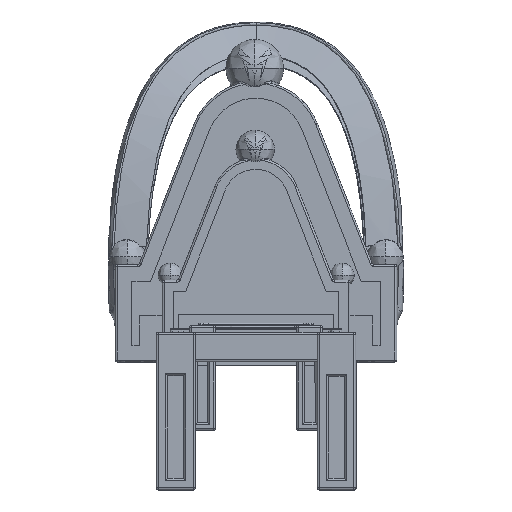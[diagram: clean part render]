
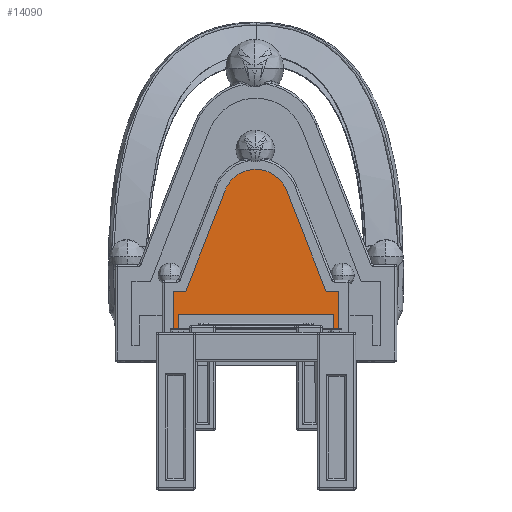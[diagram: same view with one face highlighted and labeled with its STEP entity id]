
A CAD part, top view. The second image highlights one B-rep face of the part: STEP entity #14090.
In plain terms, the highlighted free-form (B-spline) face has degree [1, 1] with [2, 2] control points.
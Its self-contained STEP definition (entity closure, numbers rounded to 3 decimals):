
#13861 = VERTEX_POINT('',#13862);
#13862 = CARTESIAN_POINT('',(936.156,370.91,
    215.149));
#13867 = EDGE_CURVE('',#13868,#13861,#13870,.T.);
#13868 = VERTEX_POINT('',#13869);
#13869 = CARTESIAN_POINT('',(-938.998,370.91,
    215.149));
#13870 = B_SPLINE_CURVE_WITH_KNOTS('',1,(#13871,#13872),.UNSPECIFIED.,
  .F.,.F.,(2,2),(0.,1820.),.PIECEWISE_BEZIER_KNOTS.);
#13871 = CARTESIAN_POINT('',(-938.998,370.91,
    215.149));
#13872 = CARTESIAN_POINT('',(936.156,370.91,
    215.149));
#13888 = VERTEX_POINT('',#13889);
#13889 = CARTESIAN_POINT('',(-938.998,198.738,
    215.149));
#13896 = EDGE_CURVE('',#13888,#13868,#13897,.T.);
#13897 = B_SPLINE_CURVE_WITH_KNOTS('',1,(#13898,#13899),.UNSPECIFIED.,
  .F.,.F.,(2,2),(62.893,230.),.PIECEWISE_BEZIER_KNOTS.);
#13898 = CARTESIAN_POINT('',(-938.998,198.738,
    215.149));
#13899 = CARTESIAN_POINT('',(-938.998,370.91,
    215.149));
#13910 = VERTEX_POINT('',#13911);
#13911 = CARTESIAN_POINT('',(-1000.817,198.738,
    215.149));
#13916 = EDGE_CURVE('',#13917,#13910,#13919,.T.);
#13917 = VERTEX_POINT('',#13918);
#13918 = CARTESIAN_POINT('',(-1000.817,651.07,
    215.149));
#13919 = B_SPLINE_CURVE_WITH_KNOTS('',1,(#13920,#13921),.UNSPECIFIED.,
  .F.,.F.,(2,2),(0.,439.027),.PIECEWISE_BEZIER_KNOTS.);
#13920 = CARTESIAN_POINT('',(-1000.817,651.07,
    215.149));
#13921 = CARTESIAN_POINT('',(-1000.817,198.738,
    215.149));
#13939 = EDGE_CURVE('',#13940,#13917,#13942,.T.);
#13940 = VERTEX_POINT('',#13941);
#13941 = CARTESIAN_POINT('',(-850.444,651.07,
    215.149));
#13942 = B_SPLINE_CURVE_WITH_KNOTS('',1,(#13943,#13944),.UNSPECIFIED.,
  .F.,.F.,(2,2),(0.,145.95),.PIECEWISE_BEZIER_KNOTS.);
#13943 = CARTESIAN_POINT('',(-850.444,651.07,
    215.149));
#13944 = CARTESIAN_POINT('',(-1000.817,651.07,
    215.149));
#13961 = EDGE_CURVE('',#13962,#13940,#13964,.T.);
#13962 = VERTEX_POINT('',#13963);
#13963 = CARTESIAN_POINT('',(-374.116,1869.506,
    215.149));
#13964 = B_SPLINE_CURVE_WITH_KNOTS('',1,(#13965,#13966),.UNSPECIFIED.,
  .F.,.F.,(2,2),(0.,1269.754),.PIECEWISE_BEZIER_KNOTS.);
#13965 = CARTESIAN_POINT('',(-374.116,1869.506,
    215.149));
#13966 = CARTESIAN_POINT('',(-850.444,651.07,
    215.149));
#13983 = EDGE_CURVE('',#13984,#13962,#13986,.T.);
#13984 = VERTEX_POINT('',#13985);
#13985 = CARTESIAN_POINT('',(368.379,1869.506,
    215.149));
#13986 = ( BOUNDED_CURVE() B_SPLINE_CURVE(2,(#13987,#13988,#13989),
.UNSPECIFIED.,.F.,.F.) B_SPLINE_CURVE_WITH_KNOTS((3,3),(0.373,
2.769),.PIECEWISE_BEZIER_KNOTS.) CURVE() 
GEOMETRIC_REPRESENTATION_ITEM() RATIONAL_B_SPLINE_CURVE((1.,
0.364,1.)) REPRESENTATION_ITEM('') );
#13987 = CARTESIAN_POINT('',(368.379,1869.506,
    215.149));
#13988 = CARTESIAN_POINT('',(-2.868,2819.15,
    215.149));
#13989 = CARTESIAN_POINT('',(-374.116,1869.506,
    215.149));
#14008 = EDGE_CURVE('',#14009,#13984,#14011,.T.);
#14009 = VERTEX_POINT('',#14010);
#14010 = CARTESIAN_POINT('',(844.707,651.07,
    215.149));
#14011 = B_SPLINE_CURVE_WITH_KNOTS('',1,(#14012,#14013),.UNSPECIFIED.,
  .F.,.F.,(2,2),(0.,1269.754),.PIECEWISE_BEZIER_KNOTS.);
#14012 = CARTESIAN_POINT('',(844.707,651.07,
    215.149));
#14013 = CARTESIAN_POINT('',(368.379,1869.506,
    215.149));
#14030 = EDGE_CURVE('',#14031,#14009,#14033,.T.);
#14031 = VERTEX_POINT('',#14032);
#14032 = CARTESIAN_POINT('',(997.974,651.07,
    215.149));
#14033 = B_SPLINE_CURVE_WITH_KNOTS('',1,(#14034,#14035),.UNSPECIFIED.,
  .F.,.F.,(2,2),(0.,148.759),.PIECEWISE_BEZIER_KNOTS.);
#14034 = CARTESIAN_POINT('',(997.974,651.07,
    215.149));
#14035 = CARTESIAN_POINT('',(844.707,651.07,
    215.149));
#14051 = VERTEX_POINT('',#14052);
#14052 = CARTESIAN_POINT('',(997.974,198.738,
    215.149));
#14059 = EDGE_CURVE('',#14051,#14031,#14060,.T.);
#14060 = B_SPLINE_CURVE_WITH_KNOTS('',1,(#14061,#14062),.UNSPECIFIED.,
  .F.,.F.,(2,2),(62.893,501.919),
  .PIECEWISE_BEZIER_KNOTS.);
#14061 = CARTESIAN_POINT('',(997.974,198.738,
    215.149));
#14062 = CARTESIAN_POINT('',(997.974,651.07,
    215.149));
#14073 = VERTEX_POINT('',#14074);
#14074 = CARTESIAN_POINT('',(936.156,198.738,
    215.149));
#14079 = EDGE_CURVE('',#13861,#14073,#14080,.T.);
#14080 = B_SPLINE_CURVE_WITH_KNOTS('',1,(#14081,#14082),.UNSPECIFIED.,
  .F.,.F.,(2,2),(0.,167.107),.PIECEWISE_BEZIER_KNOTS.);
#14081 = CARTESIAN_POINT('',(936.156,370.91,
    215.149));
#14082 = CARTESIAN_POINT('',(936.156,198.738,
    215.149));
#14090 = ADVANCED_FACE('',(#14091),#14113,.T.);
#14091 = FACE_BOUND('',#14092,.T.);
#14092 = EDGE_LOOP('',(#14093,#14098,#14099,#14100,#14101,#14102,#14103,
    #14104,#14105,#14110,#14111,#14112));
#14093 = ORIENTED_EDGE('',*,*,#14094,.F.);
#14094 = EDGE_CURVE('',#14051,#14073,#14095,.T.);
#14095 = B_SPLINE_CURVE_WITH_KNOTS('',1,(#14096,#14097),.UNSPECIFIED.,
  .F.,.F.,(2,2),(-971.405,-911.405),
  .PIECEWISE_BEZIER_KNOTS.);
#14096 = CARTESIAN_POINT('',(997.974,198.738,
    215.149));
#14097 = CARTESIAN_POINT('',(936.156,198.738,
    215.149));
#14098 = ORIENTED_EDGE('',*,*,#14059,.T.);
#14099 = ORIENTED_EDGE('',*,*,#14030,.T.);
#14100 = ORIENTED_EDGE('',*,*,#14008,.T.);
#14101 = ORIENTED_EDGE('',*,*,#13983,.T.);
#14102 = ORIENTED_EDGE('',*,*,#13961,.T.);
#14103 = ORIENTED_EDGE('',*,*,#13939,.T.);
#14104 = ORIENTED_EDGE('',*,*,#13916,.T.);
#14105 = ORIENTED_EDGE('',*,*,#14106,.F.);
#14106 = EDGE_CURVE('',#13888,#13910,#14107,.T.);
#14107 = B_SPLINE_CURVE_WITH_KNOTS('',1,(#14108,#14109),.UNSPECIFIED.,
  .F.,.F.,(2,2),(908.595,968.595),
  .PIECEWISE_BEZIER_KNOTS.);
#14108 = CARTESIAN_POINT('',(-938.998,198.738,
    215.149));
#14109 = CARTESIAN_POINT('',(-1000.817,198.738,
    215.149));
#14110 = ORIENTED_EDGE('',*,*,#13896,.T.);
#14111 = ORIENTED_EDGE('',*,*,#13867,.T.);
#14112 = ORIENTED_EDGE('',*,*,#14079,.T.);
#14113 = B_SPLINE_SURFACE_WITH_KNOTS('',1,1,(
    (#14114,#14115)
    ,(#14116,#14117
    )),.UNSPECIFIED.,.F.,.F.,.F.,(2,2),(2,2),(-968.595,
    971.405),(-1480.761,386.884),
  .PIECEWISE_BEZIER_KNOTS.);
#14114 = CARTESIAN_POINT('',(-1000.817,198.738,
    215.149));
#14115 = CARTESIAN_POINT('',(-1000.817,2122.981,
    215.149));
#14116 = CARTESIAN_POINT('',(997.974,198.738,
    215.149));
#14117 = CARTESIAN_POINT('',(997.974,2122.981,
    215.149));
